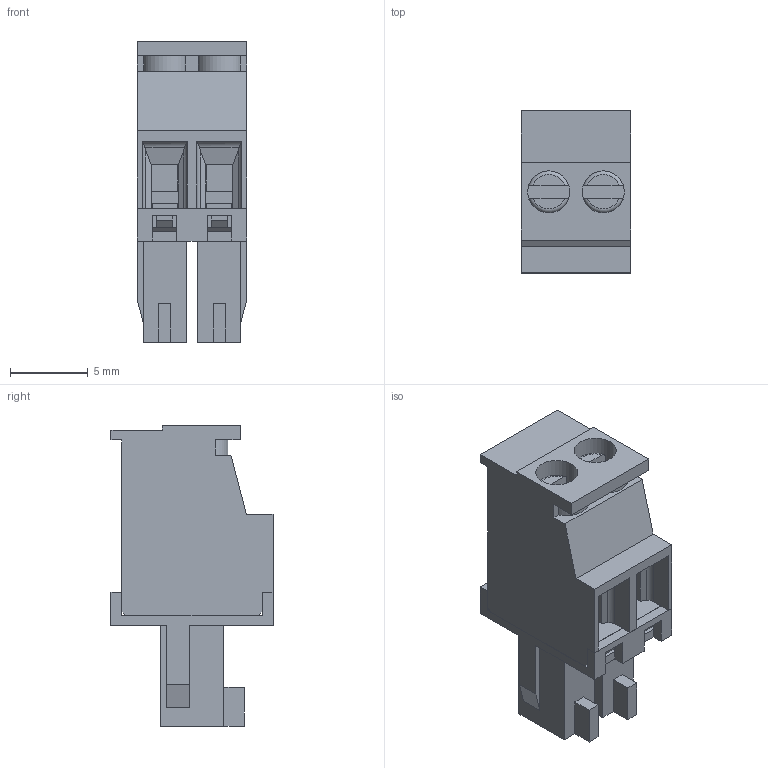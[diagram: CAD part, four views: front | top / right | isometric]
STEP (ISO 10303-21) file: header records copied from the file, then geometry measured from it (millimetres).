
FILE_DESCRIPTION( ( 'Unknown' ), '1' );
FILE_NAME( '691363110002.stp', 'Unknown', ( 'Unknown' ), ( 'Unknown' ), 'PSStep 14.0', 'Unknown', ' ' );
FILE_SCHEMA( ( 'AUTOMOTIVE_DESIGN { 1 0 10303 214 1 1 1 1 }' ) );
Length unit declared in the file: millimetre
Products named in the file (6): Assem1; 691367110002; 6913631100xx_Cage; 6913631100xx_VIS; 6913631100xx; 691367110002_Bas
Assembly tree (8 placements, depth 2):
  Assem1
    691367110002
    6913631100xx_Cage  x2
    6913631100xx_VIS  x2
    6913631100xx  x2
    691367110002_Bas
Bounding box: 7 x 10.4 x 19.3 mm (x, y, z)
Volume: 570.9 mm3; surface area: 2240.2 mm2
Topology: 8 solids, 8 shells, 416 faces, 1120 edges, 716 vertices
Faces by surface type: plane 340, cylinder 68, torus 8
Full cylindrical faces by diameter (mm): 1.5 x2, 1.7 x2, 1.9 x4, 2.1 x2, 2.7 x4
Entity records: 12692 total; most frequent: CARTESIAN_POINT 1803, ORIENTED_EDGE 1730, DIRECTION 1612, EDGE_CURVE 865, LINE 760, VECTOR 760, VERTEX_POINT 561, AXIS2_PLACEMENT_3D 426
